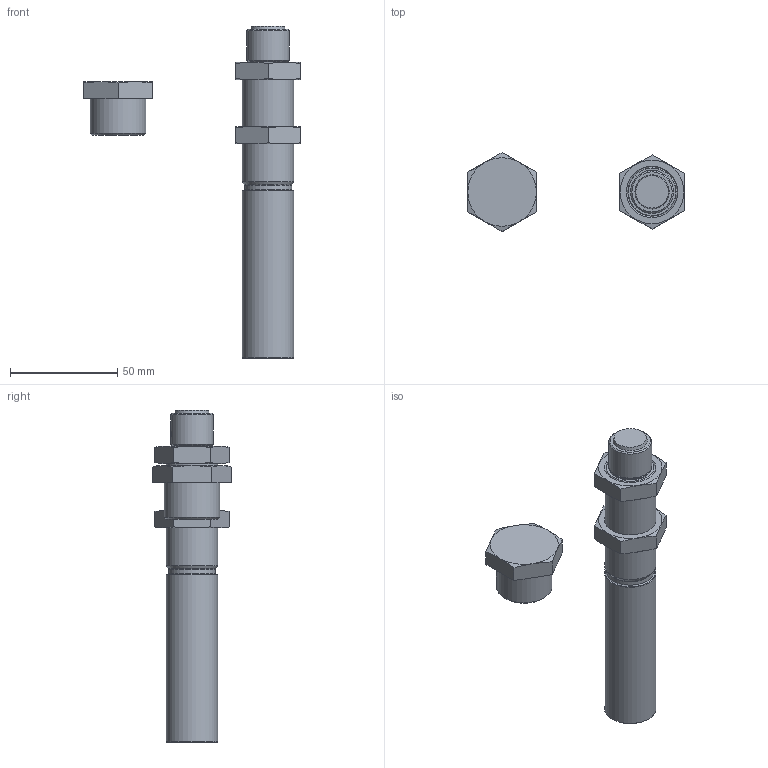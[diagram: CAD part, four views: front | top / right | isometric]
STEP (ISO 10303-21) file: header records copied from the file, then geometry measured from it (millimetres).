
FILE_DESCRIPTION(/* description */ ('STEP AP214'),/* implementation_level */ '2;1');
FILE_NAME(/* name */ '114034_SLZ-50-KF-A',/* time_stamp */ '2024-09-15T07:26:15+02:00',/* author */ ('License CC BY-ND 4.0'),/* organization */ ('CADENAS'),/* preprocessor_version */ 'ST-DEVELOPER v19.3',/* originating_system */ 'PARTsolutions',/* authorisation */ ' ');
FILE_SCHEMA (('AUTOMOTIVE_DESIGN {1 0 10303 214 3 1 1}'));
Length unit declared in the file: millimetre
Products named in the file (5): 114034 SLZ-50-KF-A---(02); 328962 SLZ-50-KF-A; 1138646 DYSR-20-25-Y5p---(0); 237257 YSR-20 M24x1.25-8-30; 11135 YSRP-20
Assembly tree (5 placements, depth 2):
  114034 SLZ-50-KF-A---(02)
    328962 SLZ-50-KF-A
    1138646 DYSR-20-25-Y5p---(0)
    237257 YSR-20 M24x1.25-8-30  x2
    11135 YSRP-20
Bounding box: 101 x 36.95 x 155 mm (x, y, z)
Volume: 86095.8 mm3; surface area: 22622.9 mm2
Topology: 5 solids, 5 shells, 114 faces, 247 edges, 154 vertices
Faces by surface type: plane 56, cone 34, cylinder 18, torus 6
Full cylindrical faces by diameter (mm): 5 x1, 9 x1, 10 x3, 18.9 x1, 20 x3, 21 x1, 22 x1, 22.376 x2, 24 x2, 26 x1
Entity records: 2674 total; most frequent: CARTESIAN_POINT 560, DIRECTION 416, ORIENTED_EDGE 344, AXIS2_PLACEMENT_3D 175, EDGE_CURVE 172, FACE_BOUND 153, EDGE_LOOP 150, VERTEX_POINT 129
